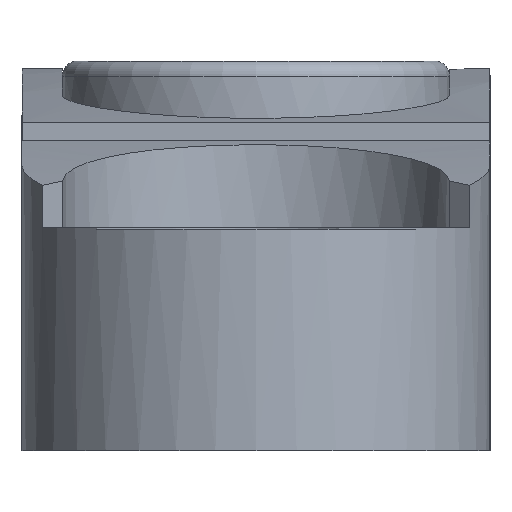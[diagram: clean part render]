
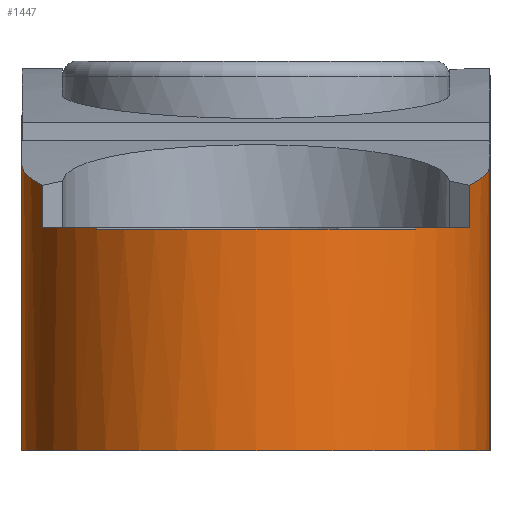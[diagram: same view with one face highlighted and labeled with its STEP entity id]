
A CAD part, left-side view. The second image highlights one B-rep face of the part: STEP entity #1447.
In plain terms, the highlighted cylindrical face has radius 7.5 mm (diameter 15 mm), a partial arc.
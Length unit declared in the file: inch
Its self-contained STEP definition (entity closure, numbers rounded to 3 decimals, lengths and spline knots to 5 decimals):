
#356=CARTESIAN_POINT('',(0.29528,0.,0.));
#357=DIRECTION('',(0.,0.,-1.));
#358=DIRECTION('',(-1.,0.,0.));
#359=AXIS2_PLACEMENT_3D('',#356,#357,#358);
#361=CARTESIAN_POINT('',(0.29528,0.,0.));
#362=DIRECTION('',(0.,0.,-1.));
#363=DIRECTION('',(0.,-1.,0.));
#364=AXIS2_PLACEMENT_3D('',#361,#362,#363);
#395=DIRECTION('',(0.,0.,1.));
#396=VECTOR('',#395,0.00197);
#397=CARTESIAN_POINT('',(0.07874,0.20075,
0.27953));
#398=LINE('',#397,#396);
#399=DIRECTION('',(0.,0.,-1.));
#400=VECTOR('',#399,0.00197);
#401=CARTESIAN_POINT('',(0.07874,-0.20075,
0.2815));
#402=LINE('',#401,#400);
#403=DIRECTION('',(0.,0.,-1.));
#404=VECTOR('',#403,0.0537);
#405=CARTESIAN_POINT('',(0.17441,-0.2694,
0.33519));
#406=LINE('',#405,#404);
#407=DIRECTION('',(0.,0.,1.));
#408=VECTOR('',#407,0.35979);
#409=CARTESIAN_POINT('',(0.29528,-0.29528,0.));
#410=LINE('',#409,#408);
#411=DIRECTION('',(0.,0.,-1.));
#412=VECTOR('',#411,0.35979);
#413=CARTESIAN_POINT('',(0.29528,0.29528,
0.35979));
#414=LINE('',#413,#412);
#415=DIRECTION('',(0.,0.,1.));
#416=VECTOR('',#415,0.0537);
#417=CARTESIAN_POINT('',(0.17441,0.2694,
0.2815));
#418=LINE('',#417,#416);
#427=CARTESIAN_POINT('',(0.29528,0.,0.2815));
#428=DIRECTION('',(0.,0.,1.));
#429=DIRECTION('',(-0.409,0.912,0.));
#430=AXIS2_PLACEMENT_3D('',#427,#428,#429);
#445=CARTESIAN_POINT('',(0.29528,0.,0.2815));
#446=DIRECTION('',(0.,0.,1.));
#447=DIRECTION('',(-0.733,-0.68,0.));
#448=AXIS2_PLACEMENT_3D('',#445,#446,#447);
#459=CARTESIAN_POINT('',(0.17441,-0.2694,
0.33519));
#460=CARTESIAN_POINT('',(0.18711,-0.2751,
0.3379));
#461=CARTESIAN_POINT('',(0.21301,-0.2846,
0.34334));
#462=CARTESIAN_POINT('',(0.25384,-0.29334,
0.35166));
#463=CARTESIAN_POINT('',(0.28136,-0.29528,
0.35709));
#464=CARTESIAN_POINT('',(0.29528,-0.29528,
0.35979));
#469=CARTESIAN_POINT('',(0.17441,-0.2694,
0.33519));
#500=CARTESIAN_POINT('',(0.29528,0.29528,
0.35979));
#501=CARTESIAN_POINT('',(0.28136,0.29528,
0.35709));
#502=CARTESIAN_POINT('',(0.25384,0.29334,
0.35166));
#503=CARTESIAN_POINT('',(0.21301,0.2846,
0.34334));
#504=CARTESIAN_POINT('',(0.18711,0.2751,
0.3379));
#505=CARTESIAN_POINT('',(0.17441,0.2694,
0.33519));
#544=CARTESIAN_POINT('',(0.29528,0.,0.27953));
#545=DIRECTION('',(0.,0.,1.));
#546=DIRECTION('',(-1.,0.,0.));
#547=AXIS2_PLACEMENT_3D('',#544,#545,#546);
#549=CARTESIAN_POINT('',(0.29528,0.,0.27953));
#550=DIRECTION('',(0.,0.,1.));
#551=DIRECTION('',(-0.733,0.68,0.));
#552=AXIS2_PLACEMENT_3D('',#549,#550,#551);
#859=CARTESIAN_POINT('',(0.29528,0.29528,0.));
#860=VERTEX_POINT('',#859);
#861=CARTESIAN_POINT('',(0.29528,0.29528,
0.35979));
#862=VERTEX_POINT('',#861);
#877=CARTESIAN_POINT('',(0.29528,-0.29528,
0.35979));
#878=VERTEX_POINT('',#877);
#879=CARTESIAN_POINT('',(0.29528,-0.29528,0.));
#880=VERTEX_POINT('',#879);
#885=VERTEX_POINT('',#505);
#888=VERTEX_POINT('',#469);
#913=CARTESIAN_POINT('',(0.07874,0.20075,
0.27953));
#914=CARTESIAN_POINT('',(0.07874,0.20075,
0.2815));
#915=VERTEX_POINT('',#913);
#916=VERTEX_POINT('',#914);
#917=CARTESIAN_POINT('',(0.17441,0.2694,
0.2815));
#918=VERTEX_POINT('',#917);
#919=CARTESIAN_POINT('',(0.,0.,0.));
#920=VERTEX_POINT('',#919);
#921=CARTESIAN_POINT('',(0.17441,-0.2694,
0.2815));
#922=VERTEX_POINT('',#921);
#923=CARTESIAN_POINT('',(0.07874,-0.20075,
0.2815));
#924=VERTEX_POINT('',#923);
#925=CARTESIAN_POINT('',(0.07874,-0.20075,
0.27953));
#926=VERTEX_POINT('',#925);
#927=CARTESIAN_POINT('',(0.,0.,0.27953));
#928=VERTEX_POINT('',#927);
#1416=CARTESIAN_POINT('',(0.29528,0.,0.49213));
#1417=DIRECTION('',(0.,0.,-1.));
#1418=DIRECTION('',(-1.,0.,0.));
#1419=AXIS2_PLACEMENT_3D('',#1416,#1417,#1418);
#1420=CYLINDRICAL_SURFACE('',#1419,0.29528);
#1422=ORIENTED_EDGE('',*,*,#1421,.F.);
#1424=ORIENTED_EDGE('',*,*,#1423,.T.);
#1426=ORIENTED_EDGE('',*,*,#1425,.T.);
#1428=ORIENTED_EDGE('',*,*,#1427,.F.);
#1430=ORIENTED_EDGE('',*,*,#1429,.T.);
#1432=ORIENTED_EDGE('',*,*,#1431,.F.);
#1434=ORIENTED_EDGE('',*,*,#1433,.T.);
#1435=ORIENTED_EDGE('',*,*,#1147,.F.);
#1436=ORIENTED_EDGE('',*,*,#1399,.T.);
#1437=ORIENTED_EDGE('',*,*,#1397,.T.);
#1438=ORIENTED_EDGE('',*,*,#1102,.F.);
#1440=ORIENTED_EDGE('',*,*,#1439,.T.);
#1442=ORIENTED_EDGE('',*,*,#1441,.F.);
#1444=ORIENTED_EDGE('',*,*,#1443,.T.);
#1445=EDGE_LOOP('',(#1422,#1424,#1426,#1428,#1430,#1432,#1434,#1435,#1436,#1437,
#1438,#1440,#1442,#1444));
#1446=FACE_OUTER_BOUND('',#1445,.F.);
#360=CIRCLE('',#359,0.29528);
#365=CIRCLE('',#364,0.29528);
#431=CIRCLE('',#430,0.29528);
#449=CIRCLE('',#448,0.29528);
#465=B_SPLINE_CURVE_WITH_KNOTS('',3,(#459,#460,#461,#462,#463,#464),
.UNSPECIFIED.,.F.,.F.,(4,1,1,4),(0.,0.33333,0.66667,1.),
.UNSPECIFIED.);
#506=B_SPLINE_CURVE_WITH_KNOTS('',3,(#500,#501,#502,#503,#504,#505),
.UNSPECIFIED.,.F.,.F.,(4,1,1,4),(0.,0.33333,0.66667,1.),
.UNSPECIFIED.);
#548=CIRCLE('',#547,0.29528);
#553=CIRCLE('',#552,0.29528);
#1102=EDGE_CURVE('',#862,#860,#414,.T.);
#1147=EDGE_CURVE('',#880,#878,#410,.T.);
#1397=EDGE_CURVE('',#920,#860,#360,.T.);
#1399=EDGE_CURVE('',#880,#920,#365,.T.);
#1421=EDGE_CURVE('',#915,#916,#398,.T.);
#1423=EDGE_CURVE('',#915,#928,#553,.T.);
#1425=EDGE_CURVE('',#928,#926,#548,.T.);
#1427=EDGE_CURVE('',#924,#926,#402,.T.);
#1429=EDGE_CURVE('',#924,#922,#449,.T.);
#1431=EDGE_CURVE('',#888,#922,#406,.T.);
#1433=EDGE_CURVE('',#888,#878,#465,.T.);
#1439=EDGE_CURVE('',#862,#885,#506,.T.);
#1441=EDGE_CURVE('',#918,#885,#418,.T.);
#1443=EDGE_CURVE('',#918,#916,#431,.T.);
#1447=ADVANCED_FACE('',(#1446),#1420,.T.);
